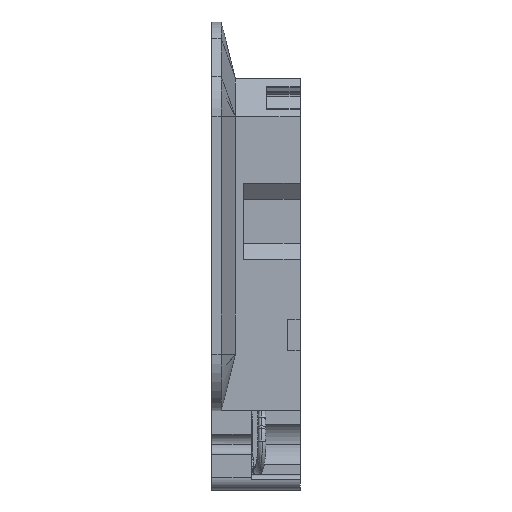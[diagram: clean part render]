
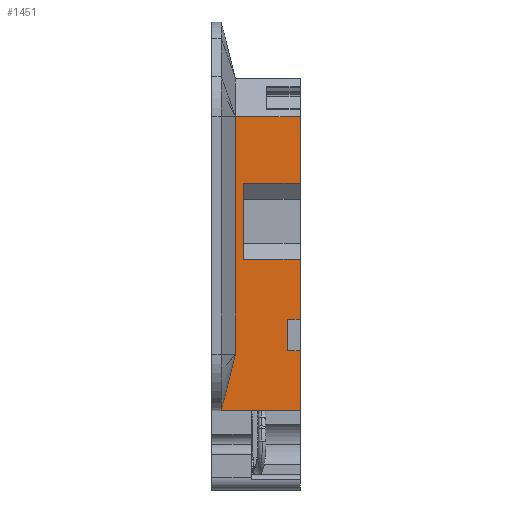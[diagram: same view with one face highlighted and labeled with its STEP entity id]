
A CAD part, front view. The second image highlights one B-rep face of the part: STEP entity #1451.
In plain terms, the highlighted planar face has unit normal (0, -1, 0).
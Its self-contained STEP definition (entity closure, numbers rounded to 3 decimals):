
#1359=AXIS2_PLACEMENT_3D('Plane Axis2P3D',#1356,#1357,#1358) ;
#542=CARTESIAN_POINT('Vertex',(1.5,9.,12.5)) ;
#573=CARTESIAN_POINT('Vertex',(14.,9.,12.5)) ;
#576=CARTESIAN_POINT('Line Origine',(7.75,9.,12.5)) ;
#1342=CARTESIAN_POINT('Vertex',(3.744,9.,21.5)) ;
#1345=CARTESIAN_POINT('Line Origine',(-120958.326,9.,-485130.863)) ;
#1356=CARTESIAN_POINT('Axis2P3D Location',(0.,9.,16.)) ;
#1361=CARTESIAN_POINT('Line Origine',(8.872,9.,59.)) ;
#1365=CARTESIAN_POINT('Vertex',(3.744,9.,59.)) ;
#1367=CARTESIAN_POINT('Vertex',(14.,9.,59.)) ;
#1370=CARTESIAN_POINT('Line Origine',(3.744,9.,40.25)) ;
#1375=CARTESIAN_POINT('Line Origine',(14.,9.,17.25)) ;
#1379=CARTESIAN_POINT('Vertex',(14.,9.,22.)) ;
#1382=CARTESIAN_POINT('Line Origine',(13.,9.,22.)) ;
#1386=CARTESIAN_POINT('Vertex',(12.,9.,22.)) ;
#1389=CARTESIAN_POINT('Line Origine',(12.,9.,24.5)) ;
#1393=CARTESIAN_POINT('Vertex',(12.,9.,27.)) ;
#1396=CARTESIAN_POINT('Line Origine',(13.,9.,27.)) ;
#1400=CARTESIAN_POINT('Vertex',(14.,9.,27.)) ;
#1403=CARTESIAN_POINT('Line Origine',(14.,9.,31.75)) ;
#1407=CARTESIAN_POINT('Vertex',(14.,9.,36.5)) ;
#1410=CARTESIAN_POINT('Line Origine',(9.5,9.,36.5)) ;
#1414=CARTESIAN_POINT('Vertex',(5.,9.,36.5)) ;
#1417=CARTESIAN_POINT('Line Origine',(5.,9.,42.5)) ;
#1421=CARTESIAN_POINT('Vertex',(5.,9.,48.5)) ;
#1424=CARTESIAN_POINT('Line Origine',(9.5,9.,48.5)) ;
#1428=CARTESIAN_POINT('Vertex',(14.,9.,48.5)) ;
#1431=CARTESIAN_POINT('Line Origine',(14.,9.,53.75)) ;
#577=DIRECTION('Vector Direction',(1.,0.,0.)) ;
#1346=DIRECTION('Vector Direction',(-0.242,0.,-0.97)) ;
#1357=DIRECTION('Axis2P3D Direction',(0.,1.,0.)) ;
#1358=DIRECTION('Axis2P3D XDirection',(0.,0.,1.)) ;
#1362=DIRECTION('Vector Direction',(1.,0.,0.)) ;
#1371=DIRECTION('Vector Direction',(0.,0.,1.)) ;
#1376=DIRECTION('Vector Direction',(0.,0.,-1.)) ;
#1383=DIRECTION('Vector Direction',(1.,0.,0.)) ;
#1390=DIRECTION('Vector Direction',(0.,0.,-1.)) ;
#1397=DIRECTION('Vector Direction',(-1.,0.,0.)) ;
#1404=DIRECTION('Vector Direction',(0.,0.,-1.)) ;
#1411=DIRECTION('Vector Direction',(1.,0.,0.)) ;
#1418=DIRECTION('Vector Direction',(0.,0.,-1.)) ;
#1425=DIRECTION('Vector Direction',(-1.,0.,0.)) ;
#1432=DIRECTION('Vector Direction',(0.,0.,-1.)) ;
#578=VECTOR('Line Direction',#577,1.) ;
#1347=VECTOR('Line Direction',#1346,1.) ;
#1363=VECTOR('Line Direction',#1362,1.) ;
#1372=VECTOR('Line Direction',#1371,1.) ;
#1377=VECTOR('Line Direction',#1376,1.) ;
#1384=VECTOR('Line Direction',#1383,1.) ;
#1391=VECTOR('Line Direction',#1390,1.) ;
#1398=VECTOR('Line Direction',#1397,1.) ;
#1405=VECTOR('Line Direction',#1404,1.) ;
#1412=VECTOR('Line Direction',#1411,1.) ;
#1419=VECTOR('Line Direction',#1418,1.) ;
#1426=VECTOR('Line Direction',#1425,1.) ;
#1433=VECTOR('Line Direction',#1432,1.) ;
#1437=ORIENTED_EDGE('',*,*,#1369,.F.) ;
#1438=ORIENTED_EDGE('',*,*,#1374,.F.) ;
#1439=ORIENTED_EDGE('',*,*,#1349,.F.) ;
#1440=ORIENTED_EDGE('',*,*,#580,.T.) ;
#1441=ORIENTED_EDGE('',*,*,#1381,.F.) ;
#1442=ORIENTED_EDGE('',*,*,#1388,.F.) ;
#1443=ORIENTED_EDGE('',*,*,#1395,.F.) ;
#1444=ORIENTED_EDGE('',*,*,#1402,.F.) ;
#1445=ORIENTED_EDGE('',*,*,#1409,.F.) ;
#1446=ORIENTED_EDGE('',*,*,#1416,.F.) ;
#1447=ORIENTED_EDGE('',*,*,#1423,.F.) ;
#1448=ORIENTED_EDGE('',*,*,#1430,.F.) ;
#1449=ORIENTED_EDGE('',*,*,#1435,.F.) ;
#1451=ADVANCED_FACE('K\X2\00F6\X0\rper.3',(#1450),#1360,.F.) ;
#580=EDGE_CURVE('',#543,#574,#579,.T.) ;
#1349=EDGE_CURVE('',#543,#1343,#1348,.F.) ;
#1369=EDGE_CURVE('',#1366,#1368,#1364,.T.) ;
#1374=EDGE_CURVE('',#1343,#1366,#1373,.T.) ;
#1381=EDGE_CURVE('',#1380,#574,#1378,.T.) ;
#1388=EDGE_CURVE('',#1387,#1380,#1385,.T.) ;
#1395=EDGE_CURVE('',#1394,#1387,#1392,.T.) ;
#1402=EDGE_CURVE('',#1401,#1394,#1399,.T.) ;
#1409=EDGE_CURVE('',#1408,#1401,#1406,.T.) ;
#1416=EDGE_CURVE('',#1415,#1408,#1413,.T.) ;
#1423=EDGE_CURVE('',#1422,#1415,#1420,.T.) ;
#1430=EDGE_CURVE('',#1429,#1422,#1427,.T.) ;
#1435=EDGE_CURVE('',#1368,#1429,#1434,.T.) ;
#1436=EDGE_LOOP('',(#1437,#1438,#1439,#1440,#1441,#1442,#1443,#1444,#1445,#1446,#1447,#1448,#1449)) ;
#1450=FACE_OUTER_BOUND('',#1436,.T.) ;
#579=LINE('Line',#576,#578) ;
#1348=LINE('Line',#1345,#1347) ;
#1364=LINE('Line',#1361,#1363) ;
#1373=LINE('Line',#1370,#1372) ;
#1378=LINE('Line',#1375,#1377) ;
#1385=LINE('Line',#1382,#1384) ;
#1392=LINE('Line',#1389,#1391) ;
#1399=LINE('Line',#1396,#1398) ;
#1406=LINE('Line',#1403,#1405) ;
#1413=LINE('Line',#1410,#1412) ;
#1420=LINE('Line',#1417,#1419) ;
#1427=LINE('Line',#1424,#1426) ;
#1434=LINE('Line',#1431,#1433) ;
#1360=PLANE('',#1359) ;
#543=VERTEX_POINT('',#542) ;
#574=VERTEX_POINT('',#573) ;
#1343=VERTEX_POINT('',#1342) ;
#1366=VERTEX_POINT('',#1365) ;
#1368=VERTEX_POINT('',#1367) ;
#1380=VERTEX_POINT('',#1379) ;
#1387=VERTEX_POINT('',#1386) ;
#1394=VERTEX_POINT('',#1393) ;
#1401=VERTEX_POINT('',#1400) ;
#1408=VERTEX_POINT('',#1407) ;
#1415=VERTEX_POINT('',#1414) ;
#1422=VERTEX_POINT('',#1421) ;
#1429=VERTEX_POINT('',#1428) ;
